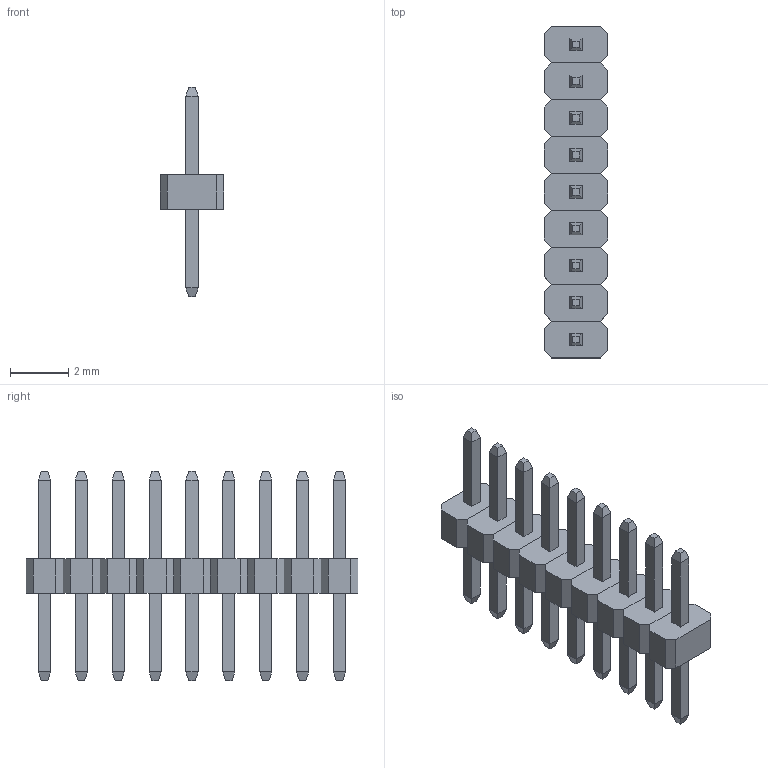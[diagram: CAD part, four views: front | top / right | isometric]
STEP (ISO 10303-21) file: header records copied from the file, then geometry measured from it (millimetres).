
FILE_DESCRIPTION(('FreeCAD Model'),'2;1');
FILE_NAME('1x02.step','2016-11-18T02:47:13',('Author'),(''), 'Open CASCADE STEP processor 6.8','FreeCAD','Unknown');
FILE_SCHEMA(('AUTOMOTIVE_DESIGN_CC2 { 1 2 10303 214 -1 1 5 4 }'));
Length unit declared in the file: millimetre
Products named in the file (2): ASSEMBLY; 1x02
Assembly tree (1 placements, depth 2):
  ASSEMBLY
    1x02
Bounding box: 2.2 x 11.43 x 7.2 mm (x, y, z)
Volume: 38 mm3; surface area: 239.6 mm2
Topology: 18 solids, 18 shells, 252 faces, 576 edges, 360 vertices
Faces by surface type: plane 252
Entity records: 15985 total; most frequent: CARTESIAN_POINT 2486, DIRECTION 2092, LINE 1584, VECTOR 1584, ORIENTED_EDGE 1152, PCURVE 1152, DEFINITIONAL_REPRESENTATION 1152, EDGE_CURVE 576
